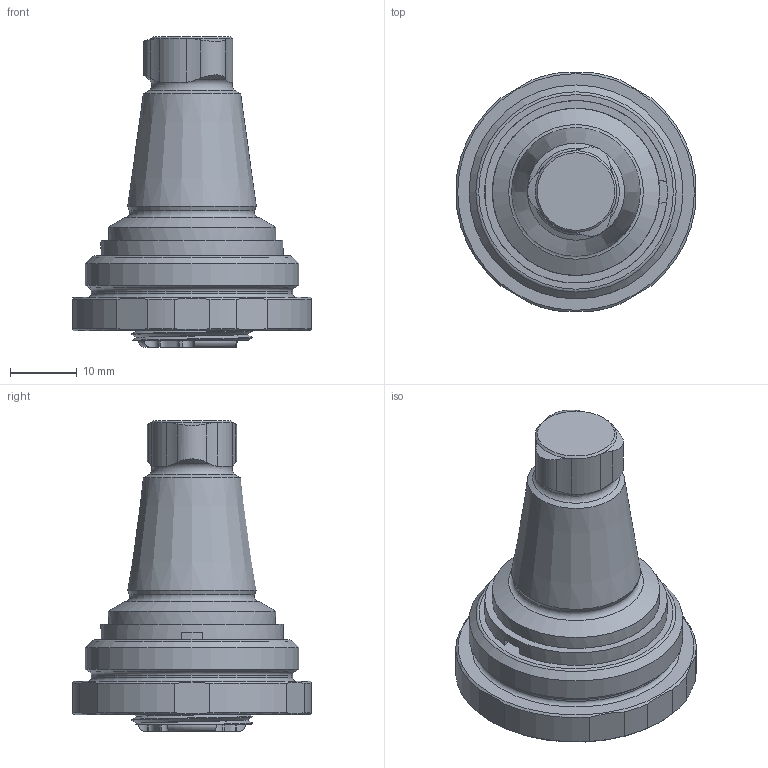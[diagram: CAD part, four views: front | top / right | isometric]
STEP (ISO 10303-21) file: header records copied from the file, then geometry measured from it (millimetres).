
FILE_DESCRIPTION(/* description */ ('Unknown'),/* implementation_level */ '2;1');
FILE_NAME(/* name */ '320020007-09',/* time_stamp */ '2020-07-10T11:34:28+02:00',/* author */ ('WTO KS'),/* organization */ ('WTO'),/* preprocessor_version */ 'ST-DEVELOPER v16.7',/* originating_system */ 'DEX',/* authorisation */ $);
FILE_SCHEMA (('AUTOMOTIVE_DESIGN {1 0 10303 214 3 1 1}'));
Length unit declared in the file: millimetre
Products named in the file (1): 090353_320020007-09_vereinfacht_STP_00415534
Bounding box: 35.6 x 35.6 x 46.5 mm (x, y, z)
Volume: 16065.8 mm3; surface area: 6451.4 mm2
Topology: 1 solids, 1 shells, 99 faces, 253 edges, 158 vertices
Faces by surface type: plane 32, cylinder 29, cone 17, bspline 12, torus 9
Full cylindrical faces by diameter (mm): 7.5 x1, 16 x1, 22.8 x1, 23 x1, 25 x1, 27.3 x1, 30.1 x1, 32 x1
Entity records: 8973 total; most frequent: CARTESIAN_POINT 6842, ORIENTED_EDGE 436, DIRECTION 394, EDGE_CURVE 218, AXIS2_PLACEMENT_3D 162, VERTEX_POINT 148, EDGE_LOOP 130, FACE_BOUND 130
